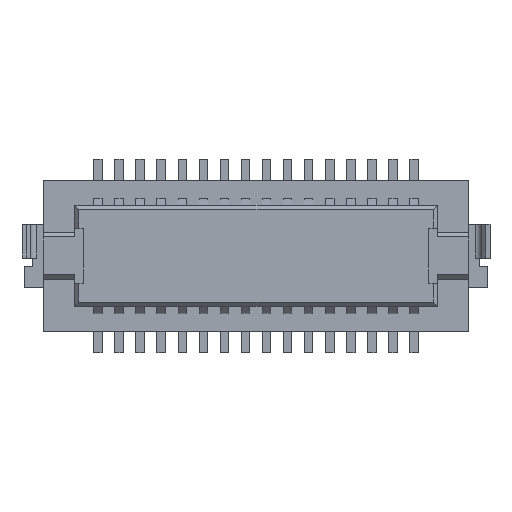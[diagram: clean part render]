
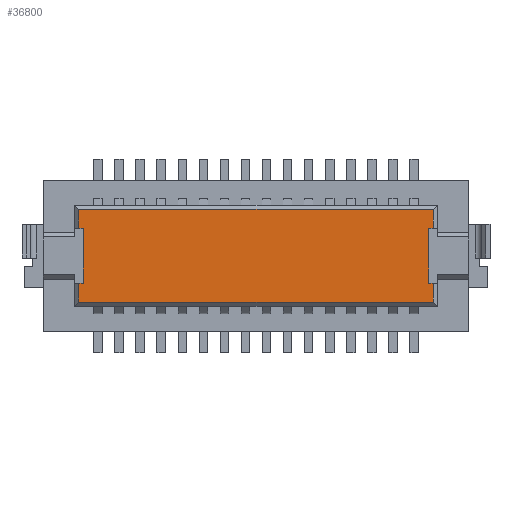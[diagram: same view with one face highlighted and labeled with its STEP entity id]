
A CAD part, top view. The second image highlights one B-rep face of the part: STEP entity #36800.
In plain terms, the highlighted planar face has unit normal (0, 0, 1).
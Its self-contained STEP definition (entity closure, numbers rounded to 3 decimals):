
#35570=CARTESIAN_POINT('',(-0.85,2.6,2.7));
#35580=VERTEX_POINT('',#35570);
#35660=CARTESIAN_POINT('',(7.55,2.6,2.7));
#35670=VERTEX_POINT('',#35660);
#35700=CARTESIAN_POINT('',(-0.85,2.6,2.7));
#35710=DIRECTION('',(1.,0.,0.));
#35720=VECTOR('',#35710,1.);
#35730=LINE('',#35700,#35720);
#35740=EDGE_CURVE('',#35580,#35670,#35730,.T.);
#35860=CARTESIAN_POINT('',(-0.622,0.333,2.7));
#35870=DIRECTION('',(0.,0.,1.));
#35880=DIRECTION('',(1.,0.,0.));
#35890=AXIS2_PLACEMENT_3D('',#35860,#35870,#35880);
#35900=PLANE('',#35890);
#35910=CARTESIAN_POINT('',(-0.85,0.85,2.7));
#35920=DIRECTION('',(0.,-1.,0.));
#35930=VECTOR('',#35920,1.);
#35940=LINE('',#35910,#35930);
#35950=CARTESIAN_POINT('',(-0.85,0.85,2.7));
#35960=VERTEX_POINT('',#35950);
#35970=CARTESIAN_POINT('',(-0.85,0.4,2.7));
#35980=VERTEX_POINT('',#35970);
#35990=EDGE_CURVE('',#35960,#35980,#35940,.T.);
#36000=ORIENTED_EDGE('',*,*,#35990,.T.);
#36010=CARTESIAN_POINT('',(-0.75,0.85,2.7));
#36020=DIRECTION('',(-1.,0.,0.));
#36030=VECTOR('',#36020,1.);
#36040=LINE('',#36010,#36030);
#36050=CARTESIAN_POINT('',(-0.75,0.85,2.7));
#36060=VERTEX_POINT('',#36050);
#36070=EDGE_CURVE('',#36060,#35960,#36040,.T.);
#36080=ORIENTED_EDGE('',*,*,#36070,.T.);
#36090=CARTESIAN_POINT('',(-0.75,2.15,2.7));
#36100=DIRECTION('',(0.,-1.,0.));
#36110=VECTOR('',#36100,1.);
#36120=LINE('',#36090,#36110);
#36130=CARTESIAN_POINT('',(-0.75,2.15,2.7));
#36140=VERTEX_POINT('',#36130);
#36150=EDGE_CURVE('',#36140,#36060,#36120,.T.);
#36160=ORIENTED_EDGE('',*,*,#36150,.T.);
#36170=CARTESIAN_POINT('',(-0.85,2.15,2.7));
#36180=DIRECTION('',(1.,0.,0.));
#36190=VECTOR('',#36180,1.);
#36200=LINE('',#36170,#36190);
#36210=CARTESIAN_POINT('',(-0.85,2.15,2.7));
#36220=VERTEX_POINT('',#36210);
#36230=EDGE_CURVE('',#36220,#36140,#36200,.T.);
#36240=ORIENTED_EDGE('',*,*,#36230,.T.);
#36250=CARTESIAN_POINT('',(-0.85,2.6,2.7));
#36260=DIRECTION('',(0.,-1.,0.));
#36270=VECTOR('',#36260,1.);
#36280=LINE('',#36250,#36270);
#36290=EDGE_CURVE('',#35580,#36220,#36280,.T.);
#36300=ORIENTED_EDGE('',*,*,#36290,.T.);
#36310=ORIENTED_EDGE('',*,*,#35740,.F.);
#36320=CARTESIAN_POINT('',(7.55,2.6,2.7));
#36330=DIRECTION('',(0.,-1.,0.));
#36340=VECTOR('',#36330,1.);
#36350=LINE('',#36320,#36340);
#36360=CARTESIAN_POINT('',(7.55,2.15,2.7));
#36370=VERTEX_POINT('',#36360);
#36380=EDGE_CURVE('',#35670,#36370,#36350,.T.);
#36390=ORIENTED_EDGE('',*,*,#36380,.F.);
#36400=CARTESIAN_POINT('',(7.55,2.15,2.7));
#36410=DIRECTION('',(-1.,0.,0.));
#36420=VECTOR('',#36410,1.);
#36430=LINE('',#36400,#36420);
#36440=CARTESIAN_POINT('',(7.45,2.15,2.7));
#36450=VERTEX_POINT('',#36440);
#36460=EDGE_CURVE('',#36370,#36450,#36430,.T.);
#36470=ORIENTED_EDGE('',*,*,#36460,.F.);
#36480=CARTESIAN_POINT('',(7.45,2.15,2.7));
#36490=DIRECTION('',(0.,-1.,0.));
#36500=VECTOR('',#36490,1.);
#36510=LINE('',#36480,#36500);
#36520=CARTESIAN_POINT('',(7.45,0.85,2.7));
#36530=VERTEX_POINT('',#36520);
#36540=EDGE_CURVE('',#36450,#36530,#36510,.T.);
#36550=ORIENTED_EDGE('',*,*,#36540,.F.);
#36560=CARTESIAN_POINT('',(7.45,0.85,2.7));
#36570=DIRECTION('',(1.,0.,0.));
#36580=VECTOR('',#36570,1.);
#36590=LINE('',#36560,#36580);
#36600=CARTESIAN_POINT('',(7.55,0.85,2.7));
#36610=VERTEX_POINT('',#36600);
#36620=EDGE_CURVE('',#36530,#36610,#36590,.T.);
#36630=ORIENTED_EDGE('',*,*,#36620,.F.);
#36640=CARTESIAN_POINT('',(7.55,0.85,2.7));
#36650=DIRECTION('',(0.,-1.,0.));
#36660=VECTOR('',#36650,1.);
#36670=LINE('',#36640,#36660);
#36680=CARTESIAN_POINT('',(7.55,0.4,2.7));
#36690=VERTEX_POINT('',#36680);
#36700=EDGE_CURVE('',#36610,#36690,#36670,.T.);
#36710=ORIENTED_EDGE('',*,*,#36700,.F.);
#36720=CARTESIAN_POINT('',(7.55,0.4,2.7));
#36730=DIRECTION('',(-1.,0.,0.));
#36740=VECTOR('',#36730,1.);
#36750=LINE('',#36720,#36740);
#36760=EDGE_CURVE('',#36690,#35980,#36750,.T.);
#36770=ORIENTED_EDGE('',*,*,#36760,.F.);
#36780=EDGE_LOOP('',(#36770,#36710,#36630,#36550,#36470,#36390,#36310,
#36300,#36240,#36160,#36080,#36000));
#36790=FACE_OUTER_BOUND('',#36780,.T.);
#36800=ADVANCED_FACE('',(#36790),#35900,.T.);
